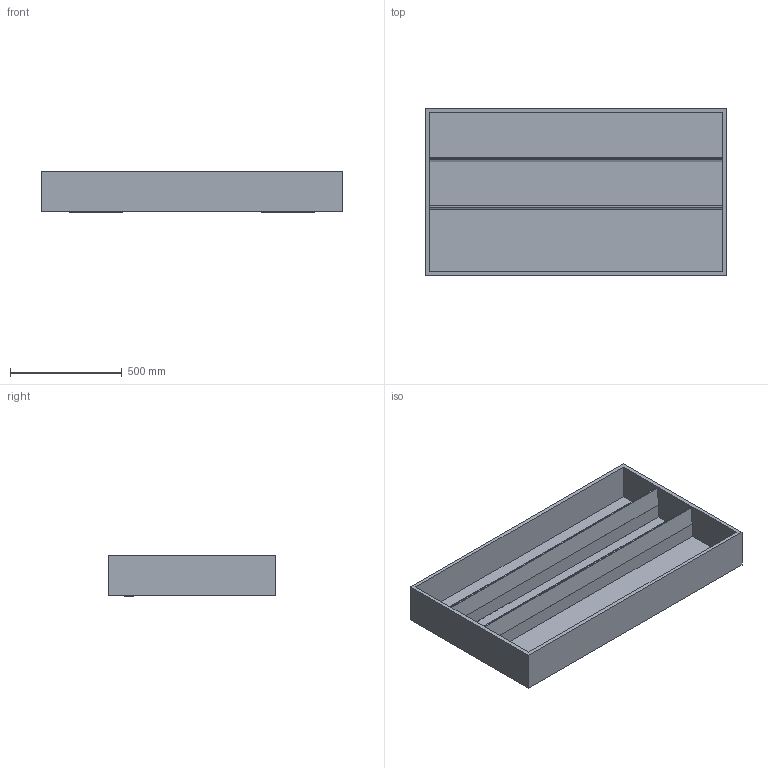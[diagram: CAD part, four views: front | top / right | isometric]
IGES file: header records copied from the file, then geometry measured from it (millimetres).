
Start section: SolidWorks IGES file using analytic representation for surfaces
Global section: file name: COLOR FALL LIBRERIA A MURO.IGS; native system: SolidWorks 2016; preprocessor: SolidWorks 2016; author: serena.trevisiol; date: 170330.175312; units: millimetre
Bounding box: 1350 x 750 x 182.3 mm (x, y, z)
Surface area: 4435924.9 mm2 (no closed solid volume)
Topology: 0 solids, 0 shells, 243 faces, 2052 edges, 2044 vertices
Faces by surface type: bspline 157, revolution 86
